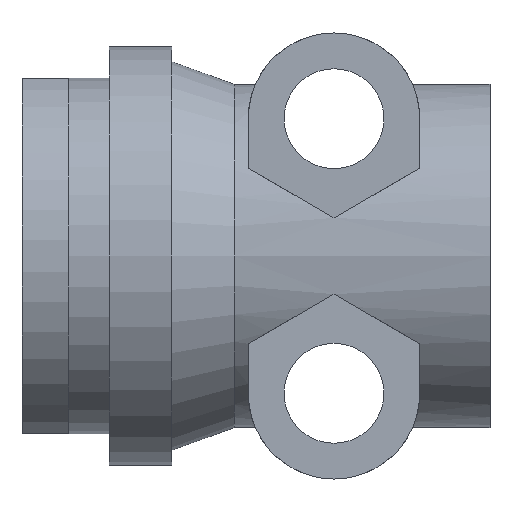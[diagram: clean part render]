
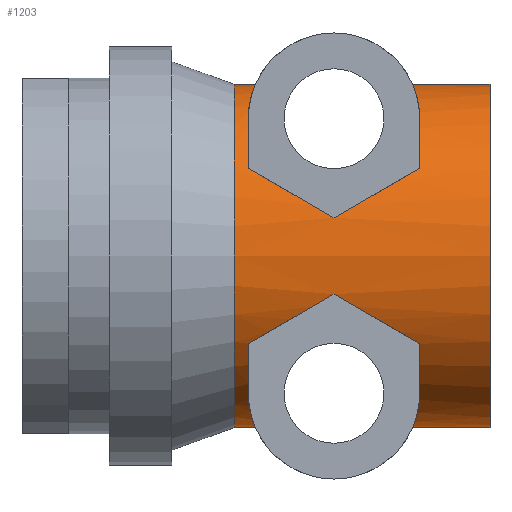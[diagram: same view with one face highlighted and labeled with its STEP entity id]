
A CAD part, left-side view. The second image highlights one B-rep face of the part: STEP entity #1203.
In plain terms, the highlighted cylindrical face has radius 5.5 mm (diameter 11 mm), a partial arc.
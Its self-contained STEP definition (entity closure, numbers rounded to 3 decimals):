
#27=B_SPLINE_CURVE_WITH_KNOTS('',3,(#1867,#1868,#1869,#1870,#1871,#1872),
 .UNSPECIFIED.,.F.,.F.,(4,2,4),(2.432,2.623,2.737),
 .UNSPECIFIED.);
#28=B_SPLINE_CURVE_WITH_KNOTS('',3,(#1880,#1881,#1882,#1883,#1884,#1885),
 .UNSPECIFIED.,.F.,.F.,(4,2,4),(0.,0.196,0.305),
 .UNSPECIFIED.);
#29=B_SPLINE_CURVE_WITH_KNOTS('',3,(#1890,#1891,#1892,#1893,#1894,#1895),
 .UNSPECIFIED.,.F.,.F.,(4,2,4),(1.315,1.425,1.62),
 .UNSPECIFIED.);
#30=B_SPLINE_CURVE_WITH_KNOTS('',3,(#1902,#1903,#1904,#1905,#1906,#1907),
 .UNSPECIFIED.,.F.,.F.,(4,2,4),(0.506,0.62,0.811),
 .UNSPECIFIED.);
#37=ELLIPSE('',#1288,11.,5.5);
#38=ELLIPSE('',#1290,11.,5.5);
#39=ELLIPSE('',#1296,11.,5.5);
#40=ELLIPSE('',#1298,11.,5.5);
#99=FACE_OUTER_BOUND('',#167,.T.);
#167=EDGE_LOOP('',(#871,#872,#873,#874,#875,#876,#877,#878,#879,#880,#881,
#882,#883,#884,#885,#886,#887,#888,#889,#890,#891,#892));
#262=LINE('',#1863,#376);
#263=LINE('',#1865,#377);
#264=LINE('',#1874,#378);
#265=LINE('',#1878,#379);
#266=LINE('',#1886,#380);
#267=LINE('',#1888,#381);
#268=LINE('',#1897,#382);
#269=LINE('',#1901,#383);
#376=VECTOR('',#1495,10.);
#377=VECTOR('',#1496,10.);
#378=VECTOR('',#1497,10.);
#379=VECTOR('',#1500,10.);
#380=VECTOR('',#1501,10.);
#381=VECTOR('',#1502,10.);
#382=VECTOR('',#1503,10.);
#383=VECTOR('',#1506,10.);
#462=CIRCLE('',#1286,5.5);
#463=CIRCLE('',#1292,5.5);
#464=CIRCLE('',#1294,5.5);
#465=CIRCLE('',#1300,5.5);
#466=CIRCLE('',#1302,5.5);
#467=CIRCLE('',#1303,5.5);
#527=VERTEX_POINT('',#1816);
#528=VERTEX_POINT('',#1817);
#530=VERTEX_POINT('',#1823);
#533=VERTEX_POINT('',#1831);
#534=VERTEX_POINT('',#1835);
#535=VERTEX_POINT('',#1839);
#536=VERTEX_POINT('',#1840);
#538=VERTEX_POINT('',#1846);
#541=VERTEX_POINT('',#1854);
#542=VERTEX_POINT('',#1858);
#543=VERTEX_POINT('',#1862);
#544=VERTEX_POINT('',#1864);
#545=VERTEX_POINT('',#1866);
#546=VERTEX_POINT('',#1873);
#547=VERTEX_POINT('',#1875);
#548=VERTEX_POINT('',#1877);
#549=VERTEX_POINT('',#1879);
#550=VERTEX_POINT('',#1887);
#551=VERTEX_POINT('',#1889);
#552=VERTEX_POINT('',#1896);
#553=VERTEX_POINT('',#1898);
#554=VERTEX_POINT('',#1900);
#651=EDGE_CURVE('',#527,#528,#462,.T.);
#654=EDGE_CURVE('',#528,#530,#37,.T.);
#659=EDGE_CURVE('',#530,#533,#38,.T.);
#660=EDGE_CURVE('',#533,#534,#463,.T.);
#662=EDGE_CURVE('',#535,#536,#464,.T.);
#665=EDGE_CURVE('',#536,#538,#39,.T.);
#670=EDGE_CURVE('',#538,#541,#40,.T.);
#671=EDGE_CURVE('',#541,#542,#465,.T.);
#673=EDGE_CURVE('',#543,#527,#262,.T.);
#674=EDGE_CURVE('',#534,#544,#263,.T.);
#675=EDGE_CURVE('',#545,#544,#27,.T.);
#676=EDGE_CURVE('',#546,#545,#264,.T.);
#677=EDGE_CURVE('',#547,#546,#466,.T.);
#678=EDGE_CURVE('',#548,#547,#265,.T.);
#679=EDGE_CURVE('',#548,#549,#28,.T.);
#680=EDGE_CURVE('',#549,#535,#266,.T.);
#681=EDGE_CURVE('',#542,#550,#267,.T.);
#682=EDGE_CURVE('',#550,#551,#29,.T.);
#683=EDGE_CURVE('',#552,#551,#268,.T.);
#684=EDGE_CURVE('',#552,#553,#467,.T.);
#685=EDGE_CURVE('',#554,#553,#269,.T.);
#686=EDGE_CURVE('',#543,#554,#30,.T.);
#871=ORIENTED_EDGE('',*,*,#673,.T.);
#872=ORIENTED_EDGE('',*,*,#651,.T.);
#873=ORIENTED_EDGE('',*,*,#654,.T.);
#874=ORIENTED_EDGE('',*,*,#659,.T.);
#875=ORIENTED_EDGE('',*,*,#660,.T.);
#876=ORIENTED_EDGE('',*,*,#674,.T.);
#877=ORIENTED_EDGE('',*,*,#675,.F.);
#878=ORIENTED_EDGE('',*,*,#676,.F.);
#879=ORIENTED_EDGE('',*,*,#677,.F.);
#880=ORIENTED_EDGE('',*,*,#678,.F.);
#881=ORIENTED_EDGE('',*,*,#679,.T.);
#882=ORIENTED_EDGE('',*,*,#680,.T.);
#883=ORIENTED_EDGE('',*,*,#662,.T.);
#884=ORIENTED_EDGE('',*,*,#665,.T.);
#885=ORIENTED_EDGE('',*,*,#670,.T.);
#886=ORIENTED_EDGE('',*,*,#671,.T.);
#887=ORIENTED_EDGE('',*,*,#681,.T.);
#888=ORIENTED_EDGE('',*,*,#682,.T.);
#889=ORIENTED_EDGE('',*,*,#683,.F.);
#890=ORIENTED_EDGE('',*,*,#684,.T.);
#891=ORIENTED_EDGE('',*,*,#685,.F.);
#892=ORIENTED_EDGE('',*,*,#686,.F.);
#1166=CYLINDRICAL_SURFACE('',#1301,5.5);
#1203=ADVANCED_FACE('',(#99),#1166,.T.);
#1286=AXIS2_PLACEMENT_3D('',#1818,#1449,#1450);
#1288=AXIS2_PLACEMENT_3D('',#1824,#1455,#1456);
#1290=AXIS2_PLACEMENT_3D('',#1833,#1463,#1464);
#1292=AXIS2_PLACEMENT_3D('',#1836,#1467,#1468);
#1294=AXIS2_PLACEMENT_3D('',#1841,#1472,#1473);
#1296=AXIS2_PLACEMENT_3D('',#1847,#1478,#1479);
#1298=AXIS2_PLACEMENT_3D('',#1856,#1486,#1487);
#1300=AXIS2_PLACEMENT_3D('',#1859,#1490,#1491);
#1301=AXIS2_PLACEMENT_3D('',#1861,#1493,#1494);
#1302=AXIS2_PLACEMENT_3D('',#1876,#1498,#1499);
#1303=AXIS2_PLACEMENT_3D('',#1899,#1504,#1505);
#1449=DIRECTION('center_axis',(0.,-1.,0.));
#1450=DIRECTION('ref_axis',(0.,0.,1.));
#1455=DIRECTION('center_axis',(0.,-0.5,-0.866));
#1456=DIRECTION('ref_axis',(0.,-0.866,0.5));
#1463=DIRECTION('center_axis',(0.,0.5,-0.866));
#1464=DIRECTION('ref_axis',(0.,0.866,0.5));
#1467=DIRECTION('center_axis',(0.,1.,0.));
#1468=DIRECTION('ref_axis',(0.,0.,1.));
#1472=DIRECTION('center_axis',(0.,1.,0.));
#1473=DIRECTION('ref_axis',(0.,0.,1.));
#1478=DIRECTION('center_axis',(0.,0.5,0.866));
#1479=DIRECTION('ref_axis',(0.,-0.866,0.5));
#1486=DIRECTION('center_axis',(0.,-0.5,0.866));
#1487=DIRECTION('ref_axis',(0.,0.866,0.5));
#1490=DIRECTION('center_axis',(0.,-1.,0.));
#1491=DIRECTION('ref_axis',(0.,0.,1.));
#1493=DIRECTION('center_axis',(0.,1.,0.));
#1494=DIRECTION('ref_axis',(0.,0.,1.));
#1495=DIRECTION('',(0.,-1.,0.));
#1496=DIRECTION('',(0.,-1.,0.));
#1497=DIRECTION('',(0.,-1.,0.));
#1498=DIRECTION('center_axis',(0.,1.,0.));
#1499=DIRECTION('ref_axis',(1.,0.,0.));
#1500=DIRECTION('',(0.,1.,0.));
#1501=DIRECTION('',(0.,1.,0.));
#1502=DIRECTION('',(0.,1.,0.));
#1503=DIRECTION('',(0.,1.,0.));
#1504=DIRECTION('center_axis',(0.,1.,0.));
#1505=DIRECTION('ref_axis',(1.,0.,0.));
#1506=DIRECTION('',(0.,-1.,0.));
#1816=CARTESIAN_POINT('',(-3.,-12.75,4.61));
#1817=CARTESIAN_POINT('',(-4.727,-12.75,2.812));
#1818=CARTESIAN_POINT('Origin',(0.,-12.75,0.));
#1823=CARTESIAN_POINT('',(-5.362,-10.,1.225));
#1824=CARTESIAN_POINT('Origin',(0.,-7.879,0.));
#1831=CARTESIAN_POINT('',(-4.727,-7.25,2.812));
#1833=CARTESIAN_POINT('Origin',(0.,-12.121,0.));
#1835=CARTESIAN_POINT('',(-3.,-7.25,4.61));
#1836=CARTESIAN_POINT('Origin',(0.,-7.25,0.));
#1839=CARTESIAN_POINT('',(-3.,-7.25,-4.61));
#1840=CARTESIAN_POINT('',(-4.727,-7.25,-2.812));
#1841=CARTESIAN_POINT('Origin',(0.,-7.25,0.));
#1846=CARTESIAN_POINT('',(-5.362,-10.,-1.225));
#1847=CARTESIAN_POINT('Origin',(0.,-12.121,0.));
#1854=CARTESIAN_POINT('',(-4.727,-12.75,-2.812));
#1856=CARTESIAN_POINT('Origin',(0.,-7.879,0.));
#1858=CARTESIAN_POINT('',(-3.,-12.75,-4.61));
#1859=CARTESIAN_POINT('Origin',(0.,-12.75,0.));
#1861=CARTESIAN_POINT('Origin',(0.,-10.9,0.));
#1862=CARTESIAN_POINT('',(-3.,-12.742,4.61));
#1863=CARTESIAN_POINT('',(-3.,-10.9,4.61));
#1864=CARTESIAN_POINT('',(-3.,-7.258,4.61));
#1865=CARTESIAN_POINT('',(-3.,-10.9,4.61));
#1866=CARTESIAN_POINT('',(0.,-7.48,5.5));
#1867=CARTESIAN_POINT('Ctrl Pts',(0.,-7.48,
5.5));
#1868=CARTESIAN_POINT('Ctrl Pts',(-0.636,-7.48,5.5));
#1869=CARTESIAN_POINT('Ctrl Pts',(-1.312,-7.42,5.383));
#1870=CARTESIAN_POINT('Ctrl Pts',(-2.314,-7.313,5.005));
#1871=CARTESIAN_POINT('Ctrl Pts',(-2.672,-7.274,4.823));
#1872=CARTESIAN_POINT('Ctrl Pts',(-3.,-7.258,4.61));
#1873=CARTESIAN_POINT('',(0.,-6.8,5.5));
#1874=CARTESIAN_POINT('',(0.,-10.9,5.5));
#1875=CARTESIAN_POINT('',(0.,-6.8,-5.5));
#1876=CARTESIAN_POINT('Origin',(0.,-6.8,0.));
#1877=CARTESIAN_POINT('',(0.,-7.48,-5.5));
#1878=CARTESIAN_POINT('',(0.,-10.9,-5.5));
#1879=CARTESIAN_POINT('',(-3.,-7.258,-4.61));
#1880=CARTESIAN_POINT('Ctrl Pts',(0.,-7.48,
-5.5));
#1881=CARTESIAN_POINT('Ctrl Pts',(-0.652,-7.48,
-5.5));
#1882=CARTESIAN_POINT('Ctrl Pts',(-1.343,-7.417,-5.378));
#1883=CARTESIAN_POINT('Ctrl Pts',(-2.341,-7.311,-4.992));
#1884=CARTESIAN_POINT('Ctrl Pts',(-2.684,-7.274,-4.816));
#1885=CARTESIAN_POINT('Ctrl Pts',(-3.,-7.258,-4.61));
#1886=CARTESIAN_POINT('',(-3.,-10.9,-4.61));
#1887=CARTESIAN_POINT('',(-3.,-12.742,-4.61));
#1888=CARTESIAN_POINT('',(-3.,-10.9,-4.61));
#1889=CARTESIAN_POINT('',(0.,-12.52,-5.5));
#1890=CARTESIAN_POINT('Ctrl Pts',(-3.,-12.742,-4.61));
#1891=CARTESIAN_POINT('Ctrl Pts',(-2.684,-12.726,-4.816));
#1892=CARTESIAN_POINT('Ctrl Pts',(-2.341,-12.689,-4.992));
#1893=CARTESIAN_POINT('Ctrl Pts',(-1.343,-12.583,-5.378));
#1894=CARTESIAN_POINT('Ctrl Pts',(-0.652,-12.52,
-5.5));
#1895=CARTESIAN_POINT('Ctrl Pts',(0.,-12.52,
-5.5));
#1896=CARTESIAN_POINT('',(0.,-15.,-5.5));
#1897=CARTESIAN_POINT('',(0.,-10.9,-5.5));
#1898=CARTESIAN_POINT('',(0.,-15.,5.5));
#1899=CARTESIAN_POINT('Origin',(0.,-15.,0.));
#1900=CARTESIAN_POINT('',(0.,-12.52,5.5));
#1901=CARTESIAN_POINT('',(0.,-10.9,5.5));
#1902=CARTESIAN_POINT('Ctrl Pts',(-3.,-12.742,4.61));
#1903=CARTESIAN_POINT('Ctrl Pts',(-2.672,-12.726,4.823));
#1904=CARTESIAN_POINT('Ctrl Pts',(-2.314,-12.687,5.005));
#1905=CARTESIAN_POINT('Ctrl Pts',(-1.312,-12.58,5.383));
#1906=CARTESIAN_POINT('Ctrl Pts',(-0.636,-12.52,
5.5));
#1907=CARTESIAN_POINT('Ctrl Pts',(0.,-12.52,
5.5));
